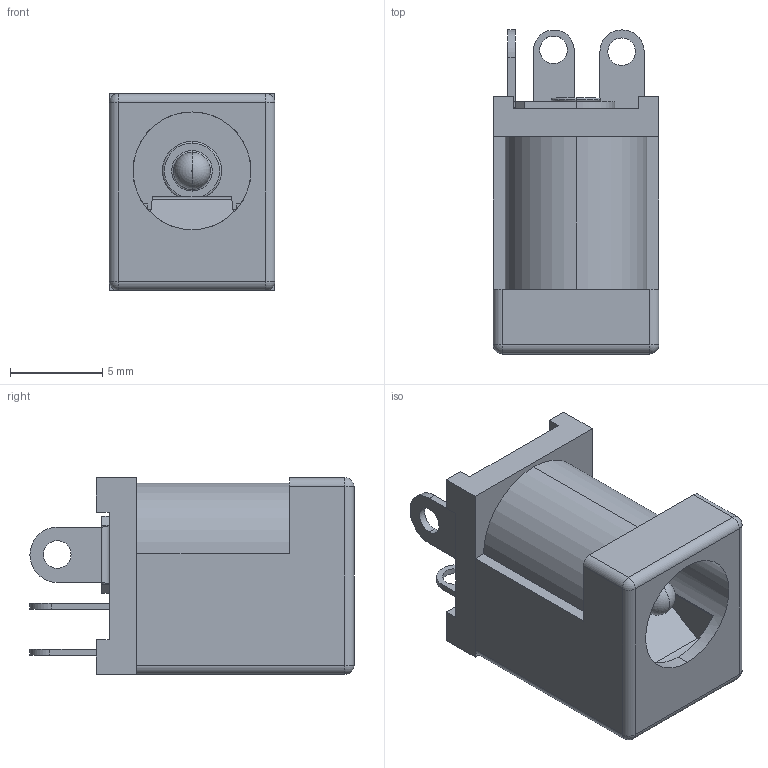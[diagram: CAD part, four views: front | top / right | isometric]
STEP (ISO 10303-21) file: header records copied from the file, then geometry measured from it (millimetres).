
FILE_DESCRIPTION(('STEP AP242'),'1');
FILE_NAME('694106402002.stp','2022-03-01T09:41:58',('TraceParts'),('TraceParts S.A.'),'Spatial InterOp 3D',' ',' ');
FILE_SCHEMA(('AP242_MANAGED_MODEL_BASED_3D_ENGINEERING_MIM_LF {1 0 10303 442 1 1 4}'));
Length unit declared in the file: millimetre
Products named in the file (1): 694106402002_1
Bounding box: 9 x 17.6 x 10.7 mm (x, y, z)
Volume: 743.1 mm3; surface area: 1758.9 mm2
Topology: 6 solids, 6 shells, 237 faces, 634 edges, 409 vertices
Faces by surface type: plane 131, cylinder 72, torus 26, sphere 4, bspline 4
Entity records: 7581 total; most frequent: CARTESIAN_POINT 1403, DIRECTION 1304, ORIENTED_EDGE 1260, EDGE_CURVE 630, AXIS2_PLACEMENT_3D 447, LINE 410, VECTOR 410, VERTEX_POINT 409
